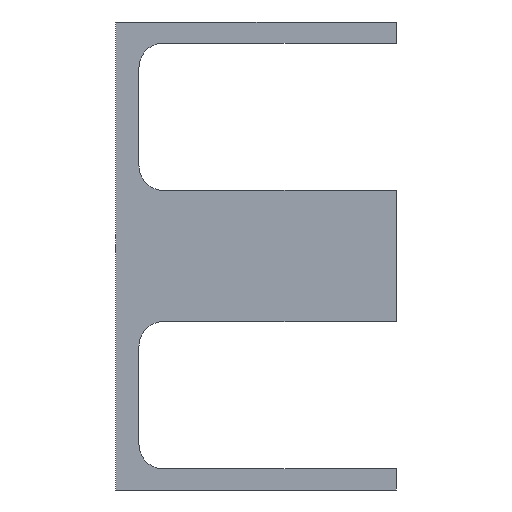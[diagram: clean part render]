
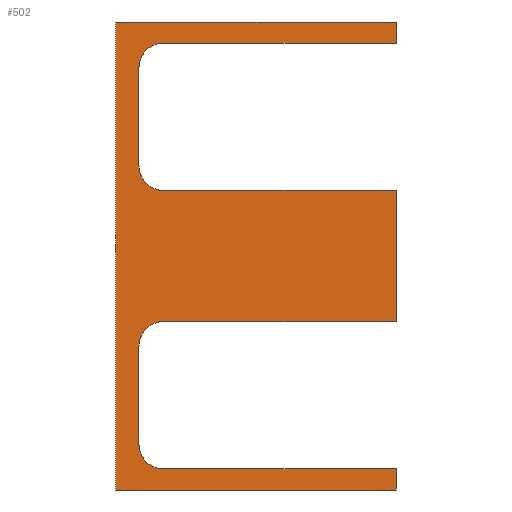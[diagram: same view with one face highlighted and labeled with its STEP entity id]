
A CAD part, left-side view. The second image highlights one B-rep face of the part: STEP entity #502.
In plain terms, the highlighted planar face has unit normal (-1, 0, 0).
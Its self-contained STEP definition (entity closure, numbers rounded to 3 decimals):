
#67 = EDGE_LOOP ( 'NONE', ( #94, #95, #96, #97, #98, #99, #100, #101, #102, #103, #104, #105, #106, #107, #108, #109 ) ) ;
#94 = ORIENTED_EDGE ( 'NONE', *, *, #563, .F. ) ;
#95 = ORIENTED_EDGE ( 'NONE', *, *, #562, .F. ) ;
#96 = ORIENTED_EDGE ( 'NONE', *, *, #560, .F. ) ;
#97 = ORIENTED_EDGE ( 'NONE', *, *, #558, .F. ) ;
#98 = ORIENTED_EDGE ( 'NONE', *, *, #553, .F. ) ;
#99 = ORIENTED_EDGE ( 'NONE', *, *, #555, .F. ) ;
#100 = ORIENTED_EDGE ( 'NONE', *, *, #545, .F. ) ;
#101 = ORIENTED_EDGE ( 'NONE', *, *, #551, .F. ) ;
#102 = ORIENTED_EDGE ( 'NONE', *, *, #549, .F. ) ;
#103 = ORIENTED_EDGE ( 'NONE', *, *, #547, .F. ) ;
#104 = ORIENTED_EDGE ( 'NONE', *, *, #541, .F. ) ;
#105 = ORIENTED_EDGE ( 'NONE', *, *, #543, .F. ) ;
#106 = ORIENTED_EDGE ( 'NONE', *, *, #534, .F. ) ;
#107 = ORIENTED_EDGE ( 'NONE', *, *, #539, .F. ) ;
#108 = ORIENTED_EDGE ( 'NONE', *, *, #536, .F. ) ;
#109 = ORIENTED_EDGE ( 'NONE', *, *, #564, .F. ) ;
#129 = FACE_OUTER_BOUND ( 'NONE', #67, .T. ) ;
#175 = CIRCLE ( 'NONE', #587, 5.25 ) ;
#176 = LINE ( 'NONE', #415, #177 ) ;
#177 = VECTOR ( 'NONE', #416, 1000. ) ;
#182 = LINE ( 'NONE', #421, #183 ) ;
#183 = VECTOR ( 'NONE', #422, 1000. ) ;
#188 = CIRCLE ( 'NONE', #588, 5.25 ) ;
#189 = LINE ( 'NONE', #430, #190 ) ;
#190 = VECTOR ( 'NONE', #431, 1000. ) ;
#195 = CIRCLE ( 'NONE', #589, 5.25 ) ;
#196 = LINE ( 'NONE', #439, #197 ) ;
#197 = VECTOR ( 'NONE', #440, 1000. ) ;
#200 = LINE ( 'NONE', #443, #201 ) ;
#201 = VECTOR ( 'NONE', #444, 1000. ) ;
#204 = LINE ( 'NONE', #447, #205 ) ;
#205 = VECTOR ( 'NONE', #448, 1000. ) ;
#209 = CIRCLE ( 'NONE', #590, 5.25 ) ;
#210 = LINE ( 'NONE', #455, #211 ) ;
#211 = VECTOR ( 'NONE', #456, 1000. ) ;
#216 = LINE ( 'NONE', #461, #217 ) ;
#217 = VECTOR ( 'NONE', #462, 1000. ) ;
#220 = LINE ( 'NONE', #465, #221 ) ;
#221 = VECTOR ( 'NONE', #466, 1000. ) ;
#224 = LINE ( 'NONE', #469, #225 ) ;
#225 = VECTOR ( 'NONE', #470, 1000. ) ;
#226 = LINE ( 'NONE', #471, #227 ) ;
#227 = VECTOR ( 'NONE', #472, 1000. ) ;
#228 = LINE ( 'NONE', #474, #229 ) ;
#229 = VECTOR ( 'NONE', #475, 1000. ) ;
#253 = VERTEX_POINT ( 'NONE', #287 ) ;
#254 = VERTEX_POINT ( 'NONE', #286 ) ;
#255 = VERTEX_POINT ( 'NONE', #297 ) ;
#256 = VERTEX_POINT ( 'NONE', #289 ) ;
#257 = VERTEX_POINT ( 'NONE', #298 ) ;
#258 = VERTEX_POINT ( 'NONE', #288 ) ;
#259 = VERTEX_POINT ( 'NONE', #299 ) ;
#260 = VERTEX_POINT ( 'NONE', #300 ) ;
#261 = VERTEX_POINT ( 'NONE', #296 ) ;
#262 = VERTEX_POINT ( 'NONE', #301 ) ;
#263 = VERTEX_POINT ( 'NONE', #302 ) ;
#264 = VERTEX_POINT ( 'NONE', #303 ) ;
#280 = VERTEX_POINT ( 'NONE', #319 ) ;
#281 = VERTEX_POINT ( 'NONE', #320 ) ;
#282 = VERTEX_POINT ( 'NONE', #321 ) ;
#284 = VERTEX_POINT ( 'NONE', #323 ) ;
#286 = CARTESIAN_POINT ( 'NONE',  ( 0., 60., -50. ) ) ;
#287 = CARTESIAN_POINT ( 'NONE',  ( 0., 60., 50. ) ) ;
#288 = CARTESIAN_POINT ( 'NONE',  ( 0., 55., -40.25 ) ) ;
#289 = CARTESIAN_POINT ( 'NONE',  ( 0., 0., -45.5 ) ) ;
#296 = CARTESIAN_POINT ( 'NONE',  ( 0., 0., -14. ) ) ;
#297 = CARTESIAN_POINT ( 'NONE',  ( 0., 0., -50. ) ) ;
#298 = CARTESIAN_POINT ( 'NONE',  ( 0., 49.75, -45.5 ) ) ;
#299 = CARTESIAN_POINT ( 'NONE',  ( 0., 55., -19.25 ) ) ;
#300 = CARTESIAN_POINT ( 'NONE',  ( 0., 49.75, -14. ) ) ;
#301 = CARTESIAN_POINT ( 'NONE',  ( 0., 0., 14. ) ) ;
#302 = CARTESIAN_POINT ( 'NONE',  ( 0., 49.75, 14. ) ) ;
#303 = CARTESIAN_POINT ( 'NONE',  ( 0., 55., 19.25 ) ) ;
#319 = CARTESIAN_POINT ( 'NONE',  ( 0., 0., 45.5 ) ) ;
#320 = CARTESIAN_POINT ( 'NONE',  ( 0., 0., 50. ) ) ;
#321 = CARTESIAN_POINT ( 'NONE',  ( 0., 55., 40.25 ) ) ;
#323 = CARTESIAN_POINT ( 'NONE',  ( 0., 49.75, 45.5 ) ) ;
#343 = PLANE ( 'NONE',  #575 ) ;
#346 = CARTESIAN_POINT ( 'NONE',  ( 0., 0., 0. ) ) ;
#352 = DIRECTION ( 'NONE',  ( 1., 0., 0. ) ) ;
#353 = DIRECTION ( 'NONE',  ( 0., 0., -1. ) ) ;
#408 = CARTESIAN_POINT ( 'NONE',  ( 0., 49.75, 40.25 ) ) ;
#411 = DIRECTION ( 'NONE',  ( -1., 0., 0. ) ) ;
#412 = DIRECTION ( 'NONE',  ( 0., 0., 1. ) ) ;
#413 = CARTESIAN_POINT ( 'NONE',  ( 0., 49.75, 19.25 ) ) ;
#415 = CARTESIAN_POINT ( 'NONE',  ( 0., 0., 0. ) ) ;
#416 = DIRECTION ( 'NONE',  ( 0., 0., -1. ) ) ;
#421 = CARTESIAN_POINT ( 'NONE',  ( 0., 0., 45.5 ) ) ;
#422 = DIRECTION ( 'NONE',  ( 0., 1., 0. ) ) ;
#426 = DIRECTION ( 'NONE',  ( -1., 0., 0. ) ) ;
#427 = DIRECTION ( 'NONE',  ( 0., 0., 1. ) ) ;
#428 = CARTESIAN_POINT ( 'NONE',  ( 0., 49.75, -19.25 ) ) ;
#430 = CARTESIAN_POINT ( 'NONE',  ( 0., 55., 0. ) ) ;
#431 = DIRECTION ( 'NONE',  ( 0., 0., -1. ) ) ;
#435 = DIRECTION ( 'NONE',  ( -1., 0., 0. ) ) ;
#436 = DIRECTION ( 'NONE',  ( 0., 0., 1. ) ) ;
#437 = CARTESIAN_POINT ( 'NONE',  ( 0., 49.75, -40.25 ) ) ;
#439 = CARTESIAN_POINT ( 'NONE',  ( 0., 0., 14. ) ) ;
#440 = DIRECTION ( 'NONE',  ( 0., -1., 0. ) ) ;
#443 = CARTESIAN_POINT ( 'NONE',  ( 0., 0., 0. ) ) ;
#444 = DIRECTION ( 'NONE',  ( 0., 0., -1. ) ) ;
#447 = CARTESIAN_POINT ( 'NONE',  ( 0., 0., -14. ) ) ;
#448 = DIRECTION ( 'NONE',  ( 0., 1., 0. ) ) ;
#452 = DIRECTION ( 'NONE',  ( -1., 0., 0. ) ) ;
#453 = DIRECTION ( 'NONE',  ( 0., 0., 1. ) ) ;
#455 = CARTESIAN_POINT ( 'NONE',  ( 0., 55., 0. ) ) ;
#456 = DIRECTION ( 'NONE',  ( 0., 0., -1. ) ) ;
#461 = CARTESIAN_POINT ( 'NONE',  ( 0., 0., -45.5 ) ) ;
#462 = DIRECTION ( 'NONE',  ( 0., -1., 0. ) ) ;
#465 = CARTESIAN_POINT ( 'NONE',  ( 0., 0., 0. ) ) ;
#466 = DIRECTION ( 'NONE',  ( 0., 0., -1. ) ) ;
#469 = CARTESIAN_POINT ( 'NONE',  ( 0., 0., -50. ) ) ;
#470 = DIRECTION ( 'NONE',  ( 0., 1., 0. ) ) ;
#471 = CARTESIAN_POINT ( 'NONE',  ( 0., 60., 0. ) ) ;
#472 = DIRECTION ( 'NONE',  ( 0., 0., 1. ) ) ;
#474 = CARTESIAN_POINT ( 'NONE',  ( 0., 0., 50. ) ) ;
#475 = DIRECTION ( 'NONE',  ( 0., -1., 0. ) ) ;
#502 = ADVANCED_FACE ( 'NONE', ( #129 ), #343, .F. ) ;
#534 = EDGE_CURVE ( 'NONE', #284, #282, #175, .T. ) ;
#536 = EDGE_CURVE ( 'NONE', #281, #280, #176, .T. ) ;
#539 = EDGE_CURVE ( 'NONE', #280, #284, #182, .T. ) ;
#541 = EDGE_CURVE ( 'NONE', #264, #263, #188, .T. ) ;
#543 = EDGE_CURVE ( 'NONE', #282, #264, #189, .T. ) ;
#545 = EDGE_CURVE ( 'NONE', #260, #259, #195, .T. ) ;
#547 = EDGE_CURVE ( 'NONE', #263, #262, #196, .T. ) ;
#549 = EDGE_CURVE ( 'NONE', #262, #261, #200, .T. ) ;
#551 = EDGE_CURVE ( 'NONE', #261, #260, #204, .T. ) ;
#553 = EDGE_CURVE ( 'NONE', #258, #257, #209, .T. ) ;
#555 = EDGE_CURVE ( 'NONE', #259, #258, #210, .T. ) ;
#558 = EDGE_CURVE ( 'NONE', #257, #256, #216, .T. ) ;
#560 = EDGE_CURVE ( 'NONE', #256, #255, #220, .T. ) ;
#562 = EDGE_CURVE ( 'NONE', #255, #254, #224, .T. ) ;
#563 = EDGE_CURVE ( 'NONE', #254, #253, #226, .T. ) ;
#564 = EDGE_CURVE ( 'NONE', #253, #281, #228, .T. ) ;
#575 = AXIS2_PLACEMENT_3D ( 'NONE', #346, #352, #353 ) ;
#587 = AXIS2_PLACEMENT_3D ( 'NONE', #408, #411, #412 ) ;
#588 = AXIS2_PLACEMENT_3D ( 'NONE', #413, #426, #427 ) ;
#589 = AXIS2_PLACEMENT_3D ( 'NONE', #428, #435, #436 ) ;
#590 = AXIS2_PLACEMENT_3D ( 'NONE', #437, #452, #453 ) ;
